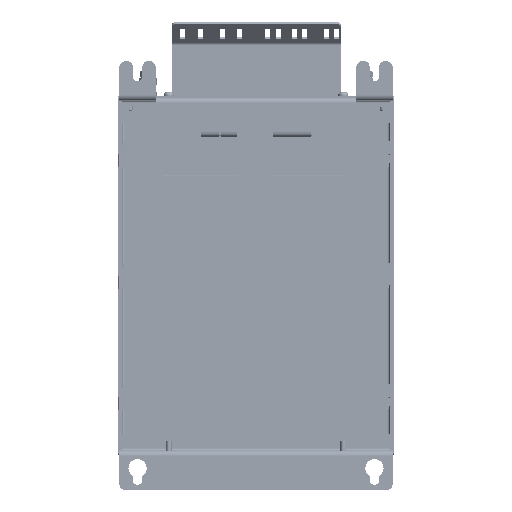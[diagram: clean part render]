
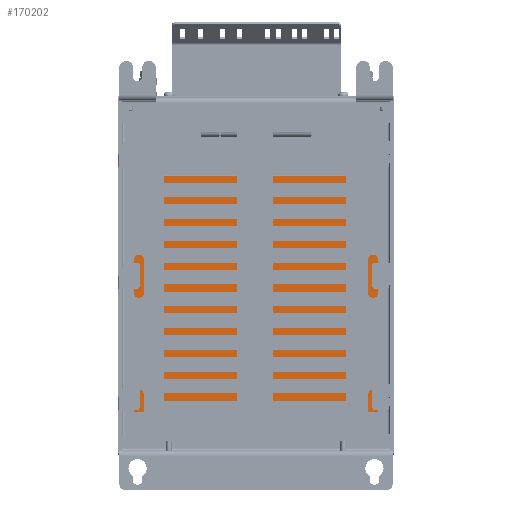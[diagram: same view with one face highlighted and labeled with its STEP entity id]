
A CAD part, front view. The second image highlights one B-rep face of the part: STEP entity #170202.
In plain terms, the highlighted planar face has unit normal (0, -1, 0).
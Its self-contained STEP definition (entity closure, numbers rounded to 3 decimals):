
#14070=CIRCLE('',#181548,1.23);
#14071=CIRCLE('',#181549,1.23);
#14072=CIRCLE('',#181550,1.23);
#14073=CIRCLE('',#181551,1.23);
#14074=CIRCLE('',#181552,1.23);
#15880=FACE_BOUND('',#29372,.T.);
#15881=FACE_BOUND('',#29373,.T.);
#15882=FACE_BOUND('',#29374,.T.);
#15883=FACE_BOUND('',#29375,.T.);
#15884=FACE_BOUND('',#29376,.T.);
#20211=FACE_OUTER_BOUND('',#29371,.T.);
#29371=EDGE_LOOP('',(#133344,#133345,#133346,#133347));
#29372=EDGE_LOOP('',(#133348));
#29373=EDGE_LOOP('',(#133349));
#29374=EDGE_LOOP('',(#133350));
#29375=EDGE_LOOP('',(#133351));
#29376=EDGE_LOOP('',(#133352));
#42958=LINE('',#250250,#60890);
#43437=LINE('',#252119,#61369);
#43637=LINE('',#252610,#61569);
#43640=LINE('',#252616,#61572);
#60890=VECTOR('',#205984,10.);
#61369=VECTOR('',#207679,10.);
#61569=VECTOR('',#208187,10.);
#61572=VECTOR('',#208194,10.);
#77544=VERTEX_POINT('',#250247);
#77545=VERTEX_POINT('',#250249);
#78298=VERTEX_POINT('',#252042);
#78309=VERTEX_POINT('',#252064);
#78466=VERTEX_POINT('',#252617);
#78467=VERTEX_POINT('',#252619);
#78468=VERTEX_POINT('',#252621);
#78469=VERTEX_POINT('',#252623);
#78470=VERTEX_POINT('',#252625);
#97097=EDGE_CURVE('',#77544,#77545,#42958,.T.);
#98043=EDGE_CURVE('',#78298,#78309,#43437,.T.);
#98296=EDGE_CURVE('',#77544,#78309,#43637,.T.);
#98299=EDGE_CURVE('',#78298,#77545,#43640,.T.);
#98300=EDGE_CURVE('',#78466,#78466,#14070,.T.);
#98301=EDGE_CURVE('',#78467,#78467,#14071,.T.);
#98302=EDGE_CURVE('',#78468,#78468,#14072,.T.);
#98303=EDGE_CURVE('',#78469,#78469,#14073,.T.);
#98304=EDGE_CURVE('',#78470,#78470,#14074,.T.);
#133344=ORIENTED_EDGE('',*,*,#98043,.F.);
#133345=ORIENTED_EDGE('',*,*,#98299,.T.);
#133346=ORIENTED_EDGE('',*,*,#97097,.F.);
#133347=ORIENTED_EDGE('',*,*,#98296,.T.);
#133348=ORIENTED_EDGE('',*,*,#98300,.T.);
#133349=ORIENTED_EDGE('',*,*,#98301,.T.);
#133350=ORIENTED_EDGE('',*,*,#98302,.T.);
#133351=ORIENTED_EDGE('',*,*,#98303,.T.);
#133352=ORIENTED_EDGE('',*,*,#98304,.T.);
#163275=PLANE('',#181547);
#170202=ADVANCED_FACE('',(#20211,#15880,#15881,#15882,#15883,#15884),#163275,
 .F.);
#181547=AXIS2_PLACEMENT_3D('',#252615,#208192,#208193);
#181548=AXIS2_PLACEMENT_3D('',#252618,#208195,#208196);
#181549=AXIS2_PLACEMENT_3D('',#252620,#208197,#208198);
#181550=AXIS2_PLACEMENT_3D('',#252622,#208199,#208200);
#181551=AXIS2_PLACEMENT_3D('',#252624,#208201,#208202);
#181552=AXIS2_PLACEMENT_3D('',#252626,#208203,#208204);
#205984=DIRECTION('',(0.,0.,1.));
#207679=DIRECTION('',(0.,0.,-1.));
#208187=DIRECTION('',(1.,0.,0.));
#208192=DIRECTION('center_axis',(0.,1.,0.));
#208193=DIRECTION('ref_axis',(0.,0.,
1.));
#208194=DIRECTION('',(-1.,0.,0.));
#208195=DIRECTION('center_axis',(0.,1.,0.));
#208196=DIRECTION('ref_axis',(0.,0.,
1.));
#208197=DIRECTION('center_axis',(0.,1.,0.));
#208198=DIRECTION('ref_axis',(0.,0.,
1.));
#208199=DIRECTION('center_axis',(0.,1.,0.));
#208200=DIRECTION('ref_axis',(0.,0.,
1.));
#208201=DIRECTION('center_axis',(0.,1.,0.));
#208202=DIRECTION('ref_axis',(0.,0.,
1.));
#208203=DIRECTION('center_axis',(0.,1.,0.));
#208204=DIRECTION('ref_axis',(0.,0.,
1.));
#250247=CARTESIAN_POINT('',(10.,129.49,-241.));
#250249=CARTESIAN_POINT('',(10.,129.49,-79.));
#250250=CARTESIAN_POINT('',(10.,129.49,-246.));
#252042=CARTESIAN_POINT('',(180.,129.49,-79.));
#252064=CARTESIAN_POINT('',(180.,129.49,-241.));
#252119=CARTESIAN_POINT('',(180.,129.49,-49.));
#252610=CARTESIAN_POINT('',(1.097,129.49,-241.));
#252615=CARTESIAN_POINT('Origin',(94.997,129.49,-158.5));
#252616=CARTESIAN_POINT('',(141.948,129.49,-79.));
#252617=CARTESIAN_POINT('',(14.577,129.49,-106.553));
#252618=CARTESIAN_POINT('Origin',(14.577,129.49,-105.323));
#252619=CARTESIAN_POINT('',(59.027,129.49,-226.573));
#252620=CARTESIAN_POINT('Origin',(59.027,129.49,-225.343));
#252621=CARTESIAN_POINT('',(14.577,129.49,-226.573));
#252622=CARTESIAN_POINT('Origin',(14.577,129.49,-225.343));
#252623=CARTESIAN_POINT('',(45.057,129.49,-191.013));
#252624=CARTESIAN_POINT('Origin',(45.057,129.49,-189.783));
#252625=CARTESIAN_POINT('',(59.027,129.49,-106.553));
#252626=CARTESIAN_POINT('Origin',(59.027,129.49,-105.323));
